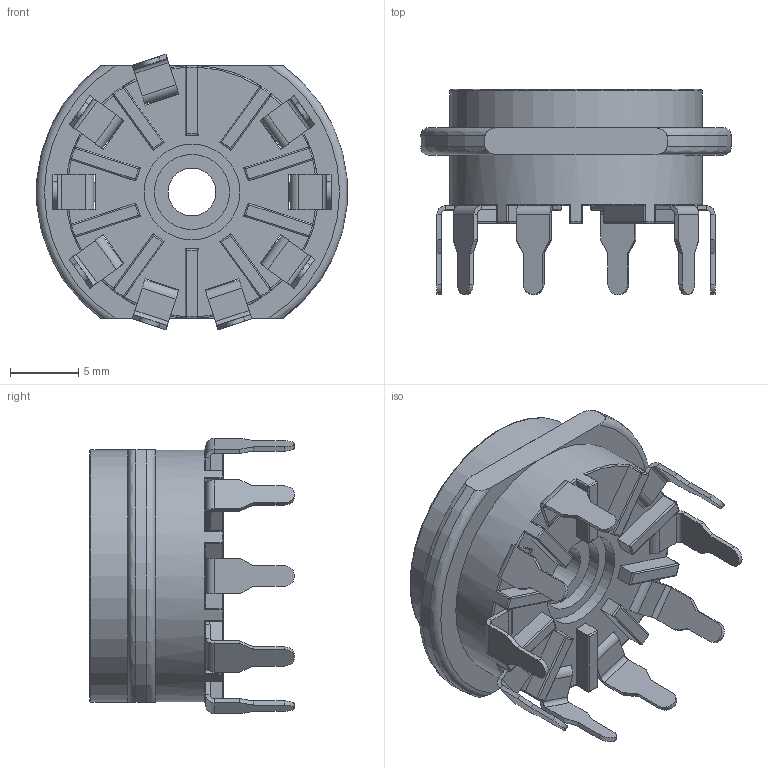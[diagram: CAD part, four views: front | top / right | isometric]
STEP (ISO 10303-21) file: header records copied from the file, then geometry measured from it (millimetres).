
FILE_DESCRIPTION(/* description */ (''),/* implementation_level */ '2;1');
FILE_NAME(/* name */ 'VT9-RT v5.step',/* time_stamp */ '2021-08-08T21:25:01+01:00',/* author */ (''),/* organization */ (''),/* preprocessor_version */ 'ST-DEVELOPER v18.1',/* originating_system */ 'Autodesk Translation Framework v10.6.0.1341',/* authorisation */ '');
FILE_SCHEMA (('AUTOMOTIVE_DESIGN { 1 0 10303 214 3 1 1 }'));
Length unit declared in the file: millimetre
Products named in the file (2): VT9-RT; Component1
Assembly tree (1 placements, depth 2):
  VT9-RT
    Component1
Bounding box: 22.72 x 15 x 20.17 mm (x, y, z)
Volume: 2190.8 mm3; surface area: 3252.2 mm2
Topology: 10 solids, 10 shells, 1290 faces, 2962 edges, 1692 vertices
Faces by surface type: plane 673, cylinder 392, torus 133, bspline 72, sphere 20
Full cylindrical faces by diameter (mm): 3.5 x1, 5.5 x1, 6 x1, 7 x1, 8 x1, 18.5 x2
Entity records: 38735 total; most frequent: CARTESIAN_POINT 9692, DIRECTION 6239, ORIENTED_EDGE 5916, EDGE_CURVE 2958, AXIS2_PLACEMENT_3D 2252, LINE 1735, VECTOR 1735, VERTEX_POINT 1692
